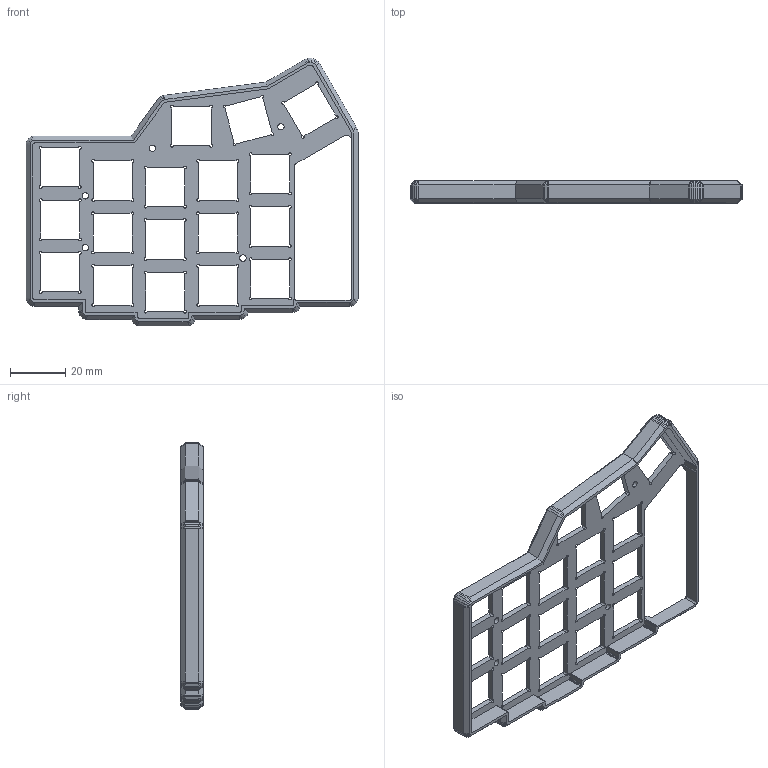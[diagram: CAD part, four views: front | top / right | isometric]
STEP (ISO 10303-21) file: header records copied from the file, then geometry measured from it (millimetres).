
FILE_DESCRIPTION(/* description */ (''),/* implementation_level */ '2;1');
FILE_NAME(/* name */ 'unicorne-choc-3x5-left-cnc.step',/* time_stamp */ '2023-11-13T22:27:45+08:00',/* author */ (''),/* organization */ (''),/* preprocessor_version */ 'ST-DEVELOPER v20',/* originating_system */ 'Autodesk Translation Framework v12.14.0.127',/* authorisation */ '');
FILE_SCHEMA (('AUTOMOTIVE_DESIGN { 1 0 10303 214 3 1 1 }'));
Length unit declared in the file: millimetre
Products named in the file (1): unicorne-choc-3x5-CR2-25T-AL
Bounding box: 120.15 x 8 x 96.8 mm (x, y, z)
Volume: 13211.9 mm3; surface area: 15769.7 mm2
Topology: 1 solids, 1 shells, 507 faces, 1364 edges, 858 vertices
Faces by surface type: plane 425, cylinder 81, cone 1
Full cylindrical faces by diameter (mm): 2.3 x5
Entity records: 15616 total; most frequent: CARTESIAN_POINT 2730, ORIENTED_EDGE 2728, DIRECTION 2545, EDGE_CURVE 1364, LINE 1199, VECTOR 1199, VERTEX_POINT 858, AXIS2_PLACEMENT_3D 673
